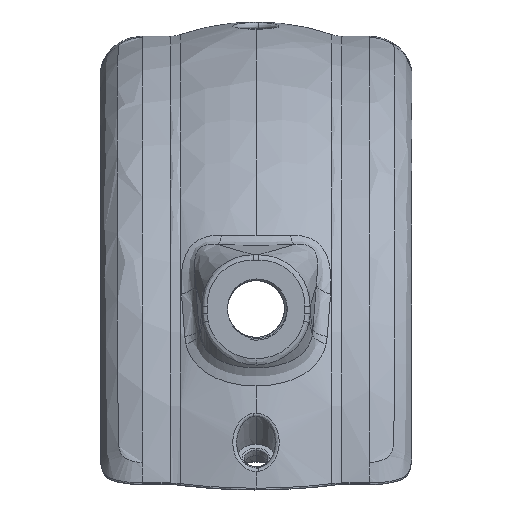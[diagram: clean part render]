
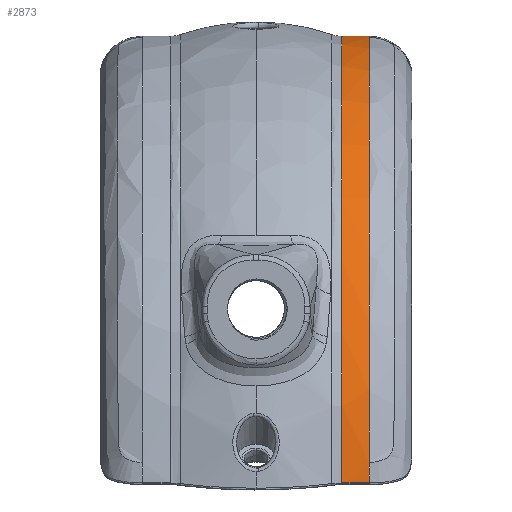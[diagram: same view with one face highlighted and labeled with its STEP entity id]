
A CAD part, top view. The second image highlights one B-rep face of the part: STEP entity #2873.
In plain terms, the highlighted cylindrical face has radius 129.847 mm (diameter 259.693 mm), a partial arc.
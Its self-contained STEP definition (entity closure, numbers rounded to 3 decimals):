
#388 = CARTESIAN_POINT ( 'NONE',  ( 24.16, 129.788, 3.908 ) ) ;
#1373 = LINE ( 'NONE', #26587, #3335 ) ;
#2183 = DIRECTION ( 'NONE',  ( 0., 0., 1. ) ) ;
#2457 = CARTESIAN_POINT ( 'NONE',  ( 31.873, 0., 0. ) ) ;
#2873 = ADVANCED_FACE ( 'NONE', ( #6578 ), #28624, .T. ) ;
#3335 = VECTOR ( 'NONE', #33136, 1000. ) ;
#4617 = DIRECTION ( 'NONE',  ( 0., 0., 1. ) ) ;
#4767 = CARTESIAN_POINT ( 'NONE',  ( 24.16, 3.908, 129.788 ) ) ;
#5209 = DIRECTION ( 'NONE',  ( -1., 0., 0. ) ) ;
#5292 = EDGE_CURVE ( 'NONE', #34889, #36816, #15304, .T. ) ;
#5829 = EDGE_LOOP ( 'NONE', ( #21834, #10495, #14560, #39742, #36975, #15003 ) ) ;
#6578 = FACE_OUTER_BOUND ( 'NONE', #5829, .T. ) ;
#7887 = CARTESIAN_POINT ( 'NONE',  ( 31.873, 9.699, 129.484 ) ) ;
#10495 = ORIENTED_EDGE ( 'NONE', *, *, #27406, .T. ) ;
#11055 = VECTOR ( 'NONE', #38216, 1000. ) ;
#11146 = CARTESIAN_POINT ( 'NONE',  ( 31.873, 0., 0. ) ) ;
#11252 = CARTESIAN_POINT ( 'NONE',  ( 31.873, 129.788, 3.908 ) ) ;
#11650 = DIRECTION ( 'NONE',  ( -1., 0., 0. ) ) ;
#11790 = DIRECTION ( 'NONE',  ( 0., 0., 1. ) ) ;
#11798 = CARTESIAN_POINT ( 'NONE',  ( 31.873, 0., 0. ) ) ;
#12747 = AXIS2_PLACEMENT_3D ( 'NONE', #2457, #5209, #14628 ) ;
#14466 = VERTEX_POINT ( 'NONE', #4767 ) ;
#14560 = ORIENTED_EDGE ( 'NONE', *, *, #24152, .T. ) ;
#14628 = DIRECTION ( 'NONE',  ( 0., 0., 1. ) ) ;
#15003 = ORIENTED_EDGE ( 'NONE', *, *, #37196, .T. ) ;
#15304 = CIRCLE ( 'NONE', #25588, 129.847 ) ;
#16562 = EDGE_CURVE ( 'NONE', #29696, #34013, #35699, .T. ) ;
#17616 = CARTESIAN_POINT ( 'NONE',  ( 24.16, 0., 0. ) ) ;
#17749 = CIRCLE ( 'NONE', #12747, 129.847 ) ;
#18976 = CIRCLE ( 'NONE', #25947, 129.847 ) ;
#19717 = AXIS2_PLACEMENT_3D ( 'NONE', #30435, #11650, #11790 ) ;
#20271 = CARTESIAN_POINT ( 'NONE',  ( 31.873, 129.484, 9.699 ) ) ;
#21834 = ORIENTED_EDGE ( 'NONE', *, *, #5292, .T. ) ;
#23170 = AXIS2_PLACEMENT_3D ( 'NONE', #11146, #23358, #4617 ) ;
#23358 = DIRECTION ( 'NONE',  ( -1., 0., 0. ) ) ;
#24009 = DIRECTION ( 'NONE',  ( -1., 0., 0. ) ) ;
#24152 = EDGE_CURVE ( 'NONE', #39054, #14466, #18976, .T. ) ;
#24167 = EDGE_CURVE ( 'NONE', #14466, #29696, #1373, .T. ) ;
#25588 = AXIS2_PLACEMENT_3D ( 'NONE', #11798, #24009, #33719 ) ;
#25947 = AXIS2_PLACEMENT_3D ( 'NONE', #17616, #26720, #2183 ) ;
#26587 = CARTESIAN_POINT ( 'NONE',  ( 0., 3.908, 129.788 ) ) ;
#26720 = DIRECTION ( 'NONE',  ( 1., 0., 0. ) ) ;
#26772 = LINE ( 'NONE', #28898, #11055 ) ;
#27406 = EDGE_CURVE ( 'NONE', #36816, #39054, #26772, .T. ) ;
#28624 = CYLINDRICAL_SURFACE ( 'NONE', #19717, 129.847 ) ;
#28898 = CARTESIAN_POINT ( 'NONE',  ( 0., 129.788, 3.908 ) ) ;
#29696 = VERTEX_POINT ( 'NONE', #32664 ) ;
#30435 = CARTESIAN_POINT ( 'NONE',  ( 0., 0., 0. ) ) ;
#32664 = CARTESIAN_POINT ( 'NONE',  ( 31.873, 3.908, 129.788 ) ) ;
#33136 = DIRECTION ( 'NONE',  ( 1., 0., 0. ) ) ;
#33719 = DIRECTION ( 'NONE',  ( 0., 0., 1. ) ) ;
#34013 = VERTEX_POINT ( 'NONE', #7887 ) ;
#34889 = VERTEX_POINT ( 'NONE', #20271 ) ;
#35699 = CIRCLE ( 'NONE', #23170, 129.847 ) ;
#36816 = VERTEX_POINT ( 'NONE', #11252 ) ;
#36975 = ORIENTED_EDGE ( 'NONE', *, *, #16562, .T. ) ;
#37196 = EDGE_CURVE ( 'NONE', #34013, #34889, #17749, .T. ) ;
#38216 = DIRECTION ( 'NONE',  ( -1., 0., 0. ) ) ;
#39054 = VERTEX_POINT ( 'NONE', #388 ) ;
#39742 = ORIENTED_EDGE ( 'NONE', *, *, #24167, .T. ) ;
